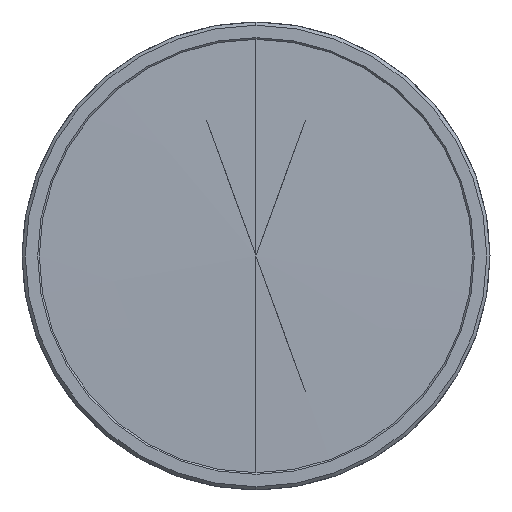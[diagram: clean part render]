
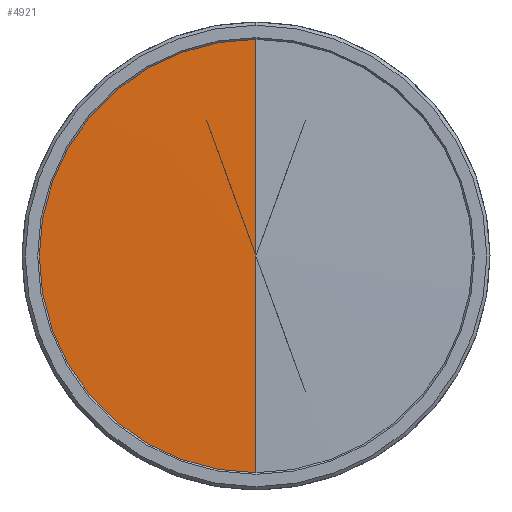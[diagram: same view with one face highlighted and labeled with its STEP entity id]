
A CAD part, left-side view. The second image highlights one B-rep face of the part: STEP entity #4921.
In plain terms, the highlighted conical face has half-angle 89.162 degrees and reference radius 68.343 mm.
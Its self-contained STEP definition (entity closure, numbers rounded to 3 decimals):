
#71 = CIRCLE ( 'NONE', #458, 65.75 ) ;
#82 = DIRECTION ( 'NONE',  ( 0., 0., -1. ) ) ;
#294 = DIRECTION ( 'NONE',  ( 0., 0., -1. ) ) ;
#458 = AXIS2_PLACEMENT_3D ( 'NONE', #6501, #8504, #82 ) ;
#461 = VERTEX_POINT ( 'NONE', #8844 ) ;
#909 = CIRCLE ( 'NONE', #4740, 65.75 ) ;
#1916 = CARTESIAN_POINT ( 'NONE',  ( 0.962, 65.75, 0. ) ) ;
#2045 = ORIENTED_EDGE ( 'NONE', *, *, #2237, .F. ) ;
#2237 = EDGE_CURVE ( 'NONE', #2802, #3667, #71, .T. ) ;
#2677 = DIRECTION ( 'NONE',  ( 0., 0., -1. ) ) ;
#2802 = VERTEX_POINT ( 'NONE', #8449 ) ;
#2861 = VECTOR ( 'NONE', #4996, 1000. ) ;
#2970 = VECTOR ( 'NONE', #7497, 1000. ) ;
#3585 = EDGE_CURVE ( 'NONE', #461, #2802, #4296, .T. ) ;
#3667 = VERTEX_POINT ( 'NONE', #1916 ) ;
#4296 = LINE ( 'NONE', #5931, #2970 ) ;
#4558 = ORIENTED_EDGE ( 'NONE', *, *, #8195, .F. ) ;
#4740 = AXIS2_PLACEMENT_3D ( 'NONE', #5452, #6197, #2677 ) ;
#4921 = ADVANCED_FACE ( 'NONE', ( #8194 ), #6873, .T. ) ;
#4996 = DIRECTION ( 'NONE',  ( 0.015, 0., 1. ) ) ;
#5090 = CARTESIAN_POINT ( 'NONE',  ( 1., 0., 68.343 ) ) ;
#5444 = ORIENTED_EDGE ( 'NONE', *, *, #6082, .T. ) ;
#5452 = CARTESIAN_POINT ( 'NONE',  ( 0.962, 0., 0. ) ) ;
#5931 = CARTESIAN_POINT ( 'NONE',  ( 1., 0., -68.343 ) ) ;
#5995 = DIRECTION ( 'NONE',  ( 1., 0., 0. ) ) ;
#6082 = EDGE_CURVE ( 'NONE', #461, #7100, #7413, .T. ) ;
#6123 = ORIENTED_EDGE ( 'NONE', *, *, #3585, .F. ) ;
#6197 = DIRECTION ( 'NONE',  ( 1., 0., 0. ) ) ;
#6501 = CARTESIAN_POINT ( 'NONE',  ( 0.962, 0., 0. ) ) ;
#6873 = CONICAL_SURFACE ( 'NONE', #7968, 68.343, 1.556 ) ;
#7100 = VERTEX_POINT ( 'NONE', #7360 ) ;
#7244 = EDGE_LOOP ( 'NONE', ( #6123, #5444, #4558, #2045 ) ) ;
#7360 = CARTESIAN_POINT ( 'NONE',  ( 0.962, 0., 65.75 ) ) ;
#7413 = LINE ( 'NONE', #5090, #2861 ) ;
#7497 = DIRECTION ( 'NONE',  ( 0.015, 0., -1. ) ) ;
#7968 = AXIS2_PLACEMENT_3D ( 'NONE', #8756, #5995, #294 ) ;
#8194 = FACE_OUTER_BOUND ( 'NONE', #7244, .T. ) ;
#8195 = EDGE_CURVE ( 'NONE', #3667, #7100, #909, .T. ) ;
#8449 = CARTESIAN_POINT ( 'NONE',  ( 0.962, 0., -65.75 ) ) ;
#8504 = DIRECTION ( 'NONE',  ( 1., 0., 0. ) ) ;
#8756 = CARTESIAN_POINT ( 'NONE',  ( 1., 0., 0. ) ) ;
#8844 = CARTESIAN_POINT ( 'NONE',  ( 0., 0., 0. ) ) ;
